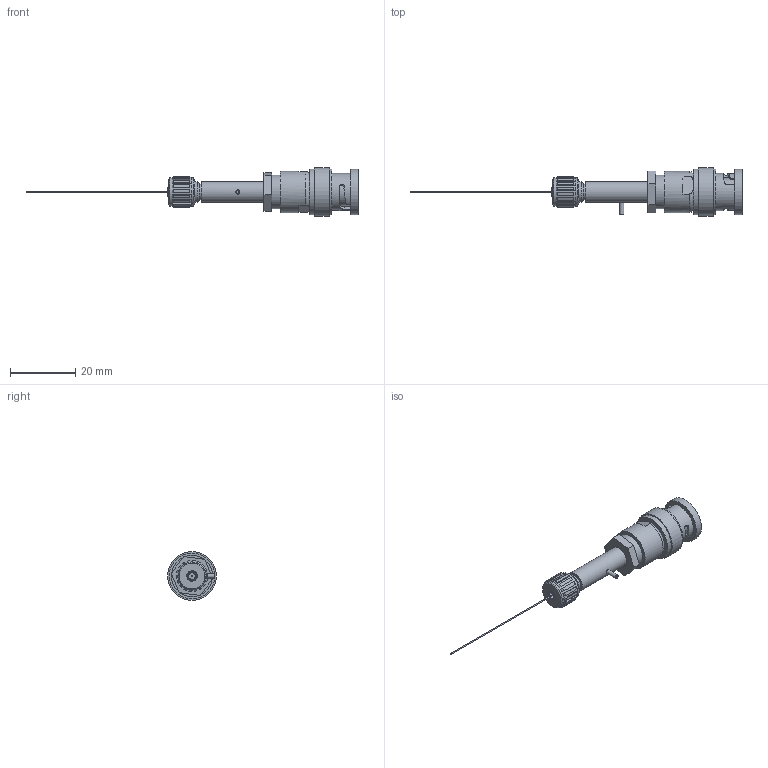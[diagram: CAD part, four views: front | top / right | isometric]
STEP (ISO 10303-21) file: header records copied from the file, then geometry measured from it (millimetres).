
FILE_DESCRIPTION (( 'STEP AP203' ), '1' );
FILE_NAME ('15630000E_step.STEP', '2018-10-29T17:22:48', ( '' ), ( '' ), 'SwSTEP 2.0', 'SolidWorks 2016', '' );
FILE_SCHEMA (( 'CONFIG_CONTROL_DESIGN' ));
Length unit declared in the file: inch
Products named in the file (1): 15630000E_step
Bounding box: 101.43 x 14.87 x 14.87 mm (x, y, z)
Volume: 4223 mm3; surface area: 3878.9 mm2
Topology: 1 solids, 4 shells, 193 faces, 438 edges, 294 vertices
Faces by surface type: plane 89, cylinder 58, cone 45, bspline 1
Full cylindrical faces by diameter (mm): 0.254 x2, 0.787 x1, 0.838 x1, 1.27 x1, 1.359 x1, 1.981 x1, 2.108 x1, 3.2 x1, 3.81 x1, 4.039 x1, 4.064 x1, 4.826 x1, 4.953 x1, 5.537 x1, 6.172 x1, 6.35 x1, 6.604 x1, 6.807 x2, 6.985 x1, 7.62 x1, 8.382 x1, 8.585 x1, 9.779 x1, 10.287 x2, 11.328 x1, 12.573 x1, 13.792 x1, 13.97 x2, 14.884 x1
Entity records: 5442 total; most frequent: CARTESIAN_POINT 1353, DIRECTION 816, ORIENTED_EDGE 746, EDGE_CURVE 373, AXIS2_PLACEMENT_3D 348, EDGE_LOOP 288, VERTEX_POINT 273, FACE_OUTER_BOUND 227
